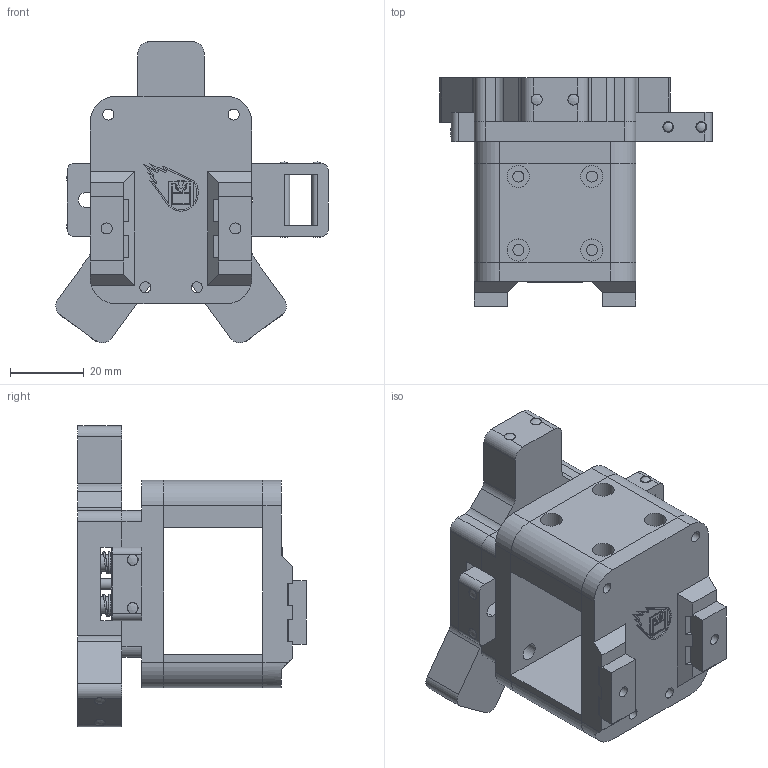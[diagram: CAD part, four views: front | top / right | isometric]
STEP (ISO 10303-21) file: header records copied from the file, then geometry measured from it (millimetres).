
FILE_DESCRIPTION(/* description */ ('STEP AP242','CAx-IF Rec.Pracs.---Representation and Presentation of Product Manufacturing Information (PMI)---4.0---2014-10-13','CAx-IF Rec.Pracs.---3D Tessellated Geometry---0.4---2014-09-14','2;1'),/* implementation_level */ '2;1');
FILE_NAME(/* name */ '6805756bc164c238d4b1b16e',/* time_stamp */ '2025-04-20T22:30:04Z',/* author */ (''),/* organization */ (''),/* preprocessor_version */ 'ST-DEVELOPER v20',/* originating_system */ 'ONSHAPE BY PTC INC, 1.196',/* authorisation */ ' ');
FILE_SCHEMA (('AP242_MANAGED_MODEL_BASED_3D_ENGINEERING_MIM_LF { 1 0 10303 442 1 1 4 }'));
Length unit declared in the file: metre
Products named in the file (13): toolhead carriage; spring OD6 ID5; m3 x 16mm dowel pin; Carraige - lock slider; Carraige - front belt plate; m3 x 20mm dowel pin; m3 x 30mm dowel pin (4); Carraige - lock clamp; Carraige - spring plate; Carraige - Rail mount; Carraige - back plate; Carraige - Belt clampx2; Carraige - bottom
Assembly tree (26 placements, depth 2):
  toolhead carriage
    spring OD6 ID5  x4
    m3 x 16mm dowel pin  x8
    Carraige - lock slider
    Carraige - front belt plate
    m3 x 20mm dowel pin  x3
    m3 x 30mm dowel pin (4)  x2
    Carraige - lock clamp
    Carraige - spring plate
    Carraige - Rail mount
    Carraige - back plate
    Carraige - Belt clampx2  x2
    Carraige - bottom
Bounding box: 74.11 x 62.2 x 82.09 mm (x, y, z)
Volume: 87949.1 mm3; surface area: 46384.7 mm2
Topology: 26 solids, 26 shells, 576 faces, 1469 edges, 979 vertices
Faces by surface type: plane 385, cylinder 134, sphere 24, bspline 16, cone 13, torus 4
Full cylindrical faces by diameter (mm): 2.9 x9, 3 x47, 3.9 x1, 4.5 x4, 4.7 x10, 6 x8, 6.5 x4
Entity records: 15409 total; most frequent: CARTESIAN_POINT 3435, DIRECTION 2343, ORIENTED_EDGE 2278, EDGE_CURVE 1139, LINE 829, VECTOR 829, VERTEX_POINT 804, AXIS2_PLACEMENT_3D 757
